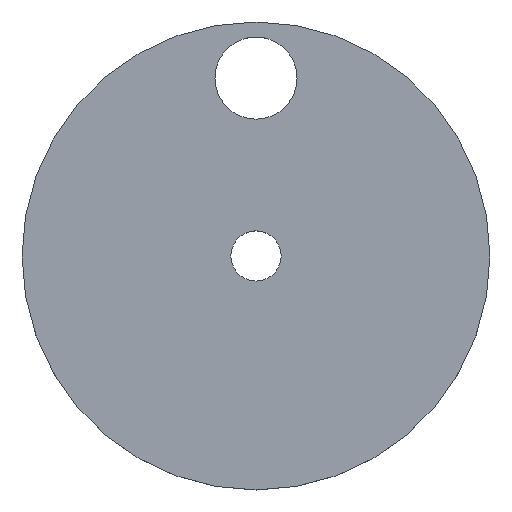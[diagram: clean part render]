
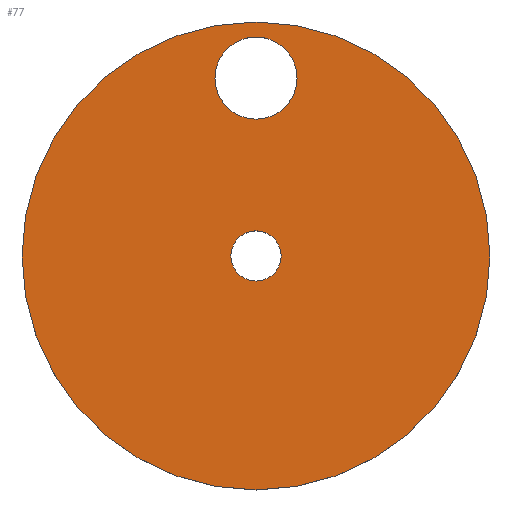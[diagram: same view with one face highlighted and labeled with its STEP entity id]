
A CAD part, top view. The second image highlights one B-rep face of the part: STEP entity #77.
In plain terms, the highlighted planar face has unit normal (0, 0, 1).
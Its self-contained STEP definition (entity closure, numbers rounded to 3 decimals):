
#15=PLANE('',#90);
#20=FACE_BOUND('',#36,.T.);
#21=FACE_BOUND('',#37,.T.);
#27=FACE_OUTER_BOUND('',#35,.T.);
#35=EDGE_LOOP('',(#65));
#36=EDGE_LOOP('',(#66));
#37=EDGE_LOOP('',(#67));
#41=CIRCLE('',#82,7.5);
#43=CIRCLE('',#85,4.59);
#45=CIRCLE('',#88,42.75);
#47=VERTEX_POINT('',#118);
#49=VERTEX_POINT('',#123);
#51=VERTEX_POINT('',#128);
#53=EDGE_CURVE('',#47,#47,#41,.T.);
#55=EDGE_CURVE('',#49,#49,#43,.T.);
#57=EDGE_CURVE('',#51,#51,#45,.T.);
#65=ORIENTED_EDGE('',*,*,#57,.F.);
#66=ORIENTED_EDGE('',*,*,#53,.T.);
#67=ORIENTED_EDGE('',*,*,#55,.T.);
#77=ADVANCED_FACE('',(#27,#20,#21),#15,.F.);
#82=AXIS2_PLACEMENT_3D('',#119,#96,#97);
#85=AXIS2_PLACEMENT_3D('',#124,#102,#103);
#88=AXIS2_PLACEMENT_3D('',#129,#108,#109);
#90=AXIS2_PLACEMENT_3D('',#132,#112,#113);
#96=DIRECTION('center_axis',(0.,0.,-1.));
#97=DIRECTION('ref_axis',(-1.,0.,0.));
#102=DIRECTION('center_axis',(0.,0.,-1.));
#103=DIRECTION('ref_axis',(-1.,0.,0.));
#108=DIRECTION('center_axis',(0.,0.,-1.));
#109=DIRECTION('ref_axis',(-1.,0.,0.));
#112=DIRECTION('center_axis',(0.,0.,-1.));
#113=DIRECTION('ref_axis',(-1.,0.,0.));
#118=CARTESIAN_POINT('',(7.5,32.5,6.));
#119=CARTESIAN_POINT('Origin',(0.,32.5,6.));
#123=CARTESIAN_POINT('',(4.59,0.,6.));
#124=CARTESIAN_POINT('Origin',(0.,0.,6.));
#128=CARTESIAN_POINT('',(42.75,0.,6.));
#129=CARTESIAN_POINT('Origin',(0.,0.,6.));
#132=CARTESIAN_POINT('Origin',(0.,0.,6.));
